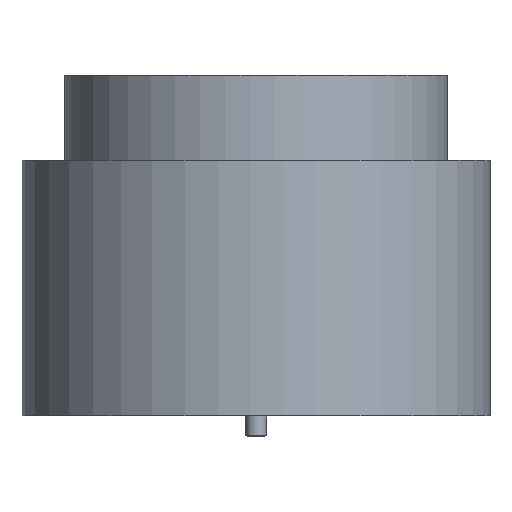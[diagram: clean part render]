
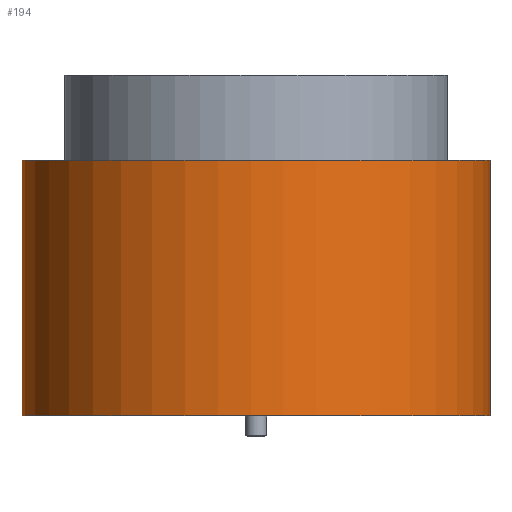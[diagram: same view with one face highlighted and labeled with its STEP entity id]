
A CAD part, front view. The second image highlights one B-rep face of the part: STEP entity #194.
In plain terms, the highlighted cylindrical face has radius 55 mm (diameter 110 mm), a partial arc.
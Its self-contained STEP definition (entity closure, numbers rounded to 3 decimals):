
#194=ADVANCED_FACE('',(#521),#4687,.T.);
#521=FACE_OUTER_BOUND('',#866,.T.);
#866=EDGE_LOOP('',(#1358,#1359,#1360,#1361));
#1358=ORIENTED_EDGE('',*,*,#2700,.T.);
#1359=ORIENTED_EDGE('',*,*,#2652,.T.);
#1360=ORIENTED_EDGE('',*,*,#2701,.F.);
#1361=ORIENTED_EDGE('',*,*,#2699,.F.);
#2652=EDGE_CURVE('',#4073,#4074,#3363,.T.);
#2699=EDGE_CURVE('',#4105,#4106,#3402,.T.);
#2700=EDGE_CURVE('',#4105,#4073,#3403,.T.);
#2701=EDGE_CURVE('',#4106,#4074,#3404,.T.);
#3363=(
BOUNDED_CURVE()
B_SPLINE_CURVE(1,(#5680,#5681),.UNSPECIFIED.,.F.,.F.)
B_SPLINE_CURVE_WITH_KNOTS((2,2),(0.,65.),.UNSPECIFIED.)
CURVE()
GEOMETRIC_REPRESENTATION_ITEM()
RATIONAL_B_SPLINE_CURVE((1.,1.))
REPRESENTATION_ITEM('')
);
#3402=(
BOUNDED_CURVE()
B_SPLINE_CURVE(1,(#5863,#5864),.UNSPECIFIED.,.F.,.F.)
B_SPLINE_CURVE_WITH_KNOTS((2,2),(0.,65.),.UNSPECIFIED.)
CURVE()
GEOMETRIC_REPRESENTATION_ITEM()
RATIONAL_B_SPLINE_CURVE((1.,1.))
REPRESENTATION_ITEM('')
);
#3403=(
BOUNDED_CURVE()
B_SPLINE_CURVE(2,(#5865,#5866,#5867,#5868,#5869),.UNSPECIFIED.,.F.,.F.)
B_SPLINE_CURVE_WITH_KNOTS((3,2,3),(172.788,259.181,345.575),
 .UNSPECIFIED.)
CURVE()
GEOMETRIC_REPRESENTATION_ITEM()
RATIONAL_B_SPLINE_CURVE((1.,0.707,1.,0.707,1.))
REPRESENTATION_ITEM('')
);
#3404=(
BOUNDED_CURVE()
B_SPLINE_CURVE(2,(#5870,#5871,#5872,#5873,#5874),.UNSPECIFIED.,.F.,.F.)
B_SPLINE_CURVE_WITH_KNOTS((3,2,3),(172.788,259.181,345.575),
 .UNSPECIFIED.)
CURVE()
GEOMETRIC_REPRESENTATION_ITEM()
RATIONAL_B_SPLINE_CURVE((1.,0.707,1.,0.707,1.))
REPRESENTATION_ITEM('')
);
#4073=VERTEX_POINT('',#5609);
#4074=VERTEX_POINT('',#5610);
#4105=VERTEX_POINT('',#5641);
#4106=VERTEX_POINT('',#5642);
#4687=CYLINDRICAL_SURFACE('',#4933,55.);
#4933=AXIS2_PLACEMENT_3D('',#5596,#5226,$);
#5226=DIRECTION('',(0.,0.,1.));
#5596=CARTESIAN_POINT('',(0.,0.,30.));
#5609=CARTESIAN_POINT('',(55.,0.,0.));
#5610=CARTESIAN_POINT('',(55.,0.,60.));
#5641=CARTESIAN_POINT('',(-55.,0.,0.));
#5642=CARTESIAN_POINT('',(-55.,0.,60.));
#5680=CARTESIAN_POINT('',(55.,0.,0.));
#5681=CARTESIAN_POINT('',(55.,0.,60.));
#5863=CARTESIAN_POINT('',(-55.,0.,0.));
#5864=CARTESIAN_POINT('',(-55.,0.,60.));
#5865=CARTESIAN_POINT('',(-55.,0.,0.));
#5866=CARTESIAN_POINT('',(-55.,-55.,0.));
#5867=CARTESIAN_POINT('',(0.,-55.,0.));
#5868=CARTESIAN_POINT('',(55.,-55.,0.));
#5869=CARTESIAN_POINT('',(55.,0.,0.));
#5870=CARTESIAN_POINT('',(-55.,0.,60.));
#5871=CARTESIAN_POINT('',(-55.,-55.,60.));
#5872=CARTESIAN_POINT('',(0.,-55.,60.));
#5873=CARTESIAN_POINT('',(55.,-55.,60.));
#5874=CARTESIAN_POINT('',(55.,0.,60.));
